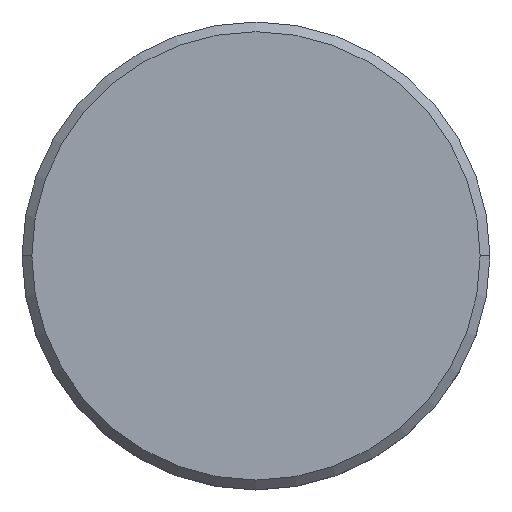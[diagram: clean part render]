
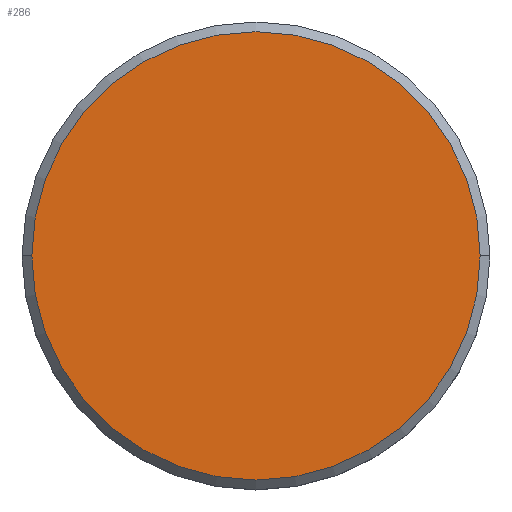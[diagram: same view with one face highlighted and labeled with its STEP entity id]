
A CAD part, top view. The second image highlights one B-rep face of the part: STEP entity #286.
In plain terms, the highlighted planar face has unit normal (0, 0, 1).
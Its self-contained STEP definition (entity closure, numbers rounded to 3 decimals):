
#33 = EDGE_CURVE ( 'NONE', #652, #57, #137, .T. ) ;
#57 = VERTEX_POINT ( 'NONE', #236 ) ;
#61 = DIRECTION ( 'NONE',  ( 1., 0., 0. ) ) ;
#66 = EDGE_LOOP ( 'NONE', ( #73, #1092 ) ) ;
#73 = ORIENTED_EDGE ( 'NONE', *, *, #33, .T. ) ;
#128 = AXIS2_PLACEMENT_3D ( 'NONE', #681, #950, #61 ) ;
#137 = CIRCLE ( 'NONE', #1009, 11.5 ) ;
#144 = DIRECTION ( 'NONE',  ( 1., 0., 0. ) ) ;
#236 = CARTESIAN_POINT ( 'NONE',  ( 11.5, 0., 0. ) ) ;
#271 = EDGE_CURVE ( 'NONE', #57, #652, #489, .T. ) ;
#286 = ADVANCED_FACE ( 'NONE', ( #310 ), #577, .T. ) ;
#310 = FACE_OUTER_BOUND ( 'NONE', #66, .T. ) ;
#352 = CARTESIAN_POINT ( 'NONE',  ( 0., 0., 0. ) ) ;
#489 = CIRCLE ( 'NONE', #654, 11.5 ) ;
#508 = DIRECTION ( 'NONE',  ( 1., 0., 0. ) ) ;
#526 = CARTESIAN_POINT ( 'NONE',  ( -11.5, 0., 0. ) ) ;
#577 = PLANE ( 'NONE',  #128 ) ;
#652 = VERTEX_POINT ( 'NONE', #526 ) ;
#654 = AXIS2_PLACEMENT_3D ( 'NONE', #765, #877, #144 ) ;
#681 = CARTESIAN_POINT ( 'NONE',  ( 0., 0., 0. ) ) ;
#765 = CARTESIAN_POINT ( 'NONE',  ( 0., 0., 0. ) ) ;
#877 = DIRECTION ( 'NONE',  ( 0., 0., 1. ) ) ;
#950 = DIRECTION ( 'NONE',  ( 0., 0., 1. ) ) ;
#958 = DIRECTION ( 'NONE',  ( 0., 0., 1. ) ) ;
#1009 = AXIS2_PLACEMENT_3D ( 'NONE', #352, #958, #508 ) ;
#1092 = ORIENTED_EDGE ( 'NONE', *, *, #271, .T. ) ;
